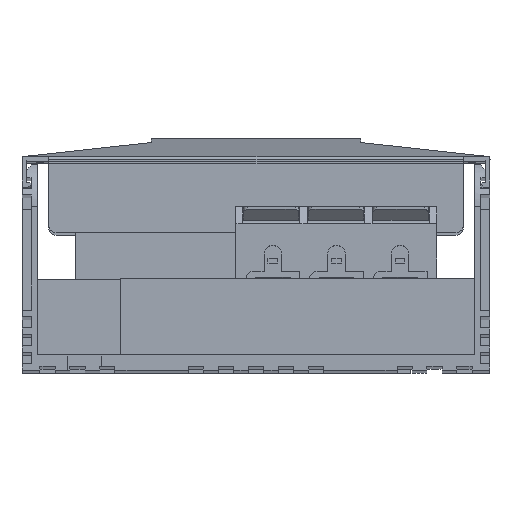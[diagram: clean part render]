
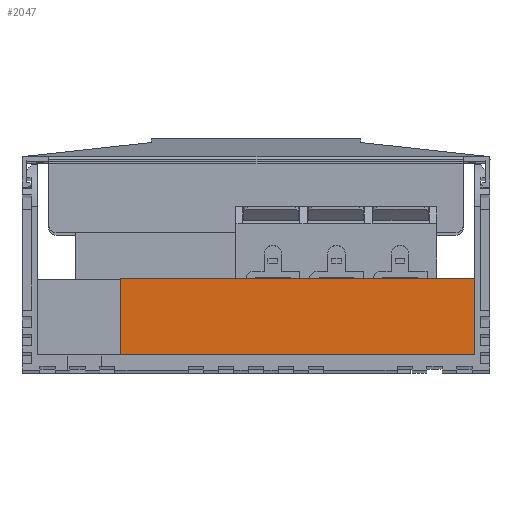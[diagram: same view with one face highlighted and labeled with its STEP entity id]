
A CAD part, top view. The second image highlights one B-rep face of the part: STEP entity #2047.
In plain terms, the highlighted face is planar.
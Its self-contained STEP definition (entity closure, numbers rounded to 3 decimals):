
#626 = VERTEX_POINT ( 'NONE', #2448 ) ;
#861 = EDGE_CURVE ( 'NONE', #626, #13838, #16152, .T. ) ;
#969 = CARTESIAN_POINT ( 'NONE',  ( -7.283, -6.807, 10. ) ) ;
#1252 = EDGE_LOOP ( 'NONE', ( #11452, #17145, #10934, #20530 ) ) ;
#2047 = ADVANCED_FACE ( 'NONE', ( #2781 ), #2900, .F. ) ;
#2448 = CARTESIAN_POINT ( 'NONE',  ( -7.283, -6.807, 0. ) ) ;
#2781 = FACE_OUTER_BOUND ( 'NONE', #1252, .T. ) ;
#2900 = PLANE ( 'NONE',  #3428 ) ;
#3428 = AXIS2_PLACEMENT_3D ( 'NONE', #969, #21987, #6537 ) ;
#3589 = DIRECTION ( 'NONE',  ( 1., 0., 0. ) ) ;
#4940 = DIRECTION ( 'NONE',  ( 0., 0., -1. ) ) ;
#5372 = EDGE_CURVE ( 'NONE', #10049, #9955, #14323, .T. ) ;
#5871 = DIRECTION ( 'NONE',  ( 1., 0., 0. ) ) ;
#6029 = EDGE_CURVE ( 'NONE', #9955, #13838, #16691, .T. ) ;
#6140 = VECTOR ( 'NONE', #4940, 1000. ) ;
#6537 = DIRECTION ( 'NONE',  ( 0., 0., 1. ) ) ;
#6695 = CARTESIAN_POINT ( 'NONE',  ( -7.283, -6.807, 10. ) ) ;
#8183 = LINE ( 'NONE', #6695, #15267 ) ;
#9955 = VERTEX_POINT ( 'NONE', #18784 ) ;
#10049 = VERTEX_POINT ( 'NONE', #14432 ) ;
#10934 = ORIENTED_EDGE ( 'NONE', *, *, #5372, .F. ) ;
#11452 = ORIENTED_EDGE ( 'NONE', *, *, #861, .T. ) ;
#13365 = EDGE_CURVE ( 'NONE', #10049, #626, #8183, .T. ) ;
#13838 = VERTEX_POINT ( 'NONE', #20388 ) ;
#14323 = LINE ( 'NONE', #21071, #21438 ) ;
#14432 = CARTESIAN_POINT ( 'NONE',  ( -7.283, -6.807, 10. ) ) ;
#14494 = VECTOR ( 'NONE', #5871, 1000. ) ;
#14887 = CARTESIAN_POINT ( 'NONE',  ( 39.217, -6.807, 10. ) ) ;
#15267 = VECTOR ( 'NONE', #16993, 1000. ) ;
#16152 = LINE ( 'NONE', #21209, #14494 ) ;
#16691 = LINE ( 'NONE', #14887, #6140 ) ;
#16993 = DIRECTION ( 'NONE',  ( 0., 0., -1. ) ) ;
#17145 = ORIENTED_EDGE ( 'NONE', *, *, #6029, .F. ) ;
#18784 = CARTESIAN_POINT ( 'NONE',  ( 39.217, -6.807, 10. ) ) ;
#20388 = CARTESIAN_POINT ( 'NONE',  ( 39.217, -6.807, 0. ) ) ;
#20530 = ORIENTED_EDGE ( 'NONE', *, *, #13365, .T. ) ;
#21071 = CARTESIAN_POINT ( 'NONE',  ( -7.283, -6.807, 10. ) ) ;
#21209 = CARTESIAN_POINT ( 'NONE',  ( -7.283, -6.807, 0. ) ) ;
#21438 = VECTOR ( 'NONE', #3589, 1000. ) ;
#21987 = DIRECTION ( 'NONE',  ( 0., 1., 0. ) ) ;
